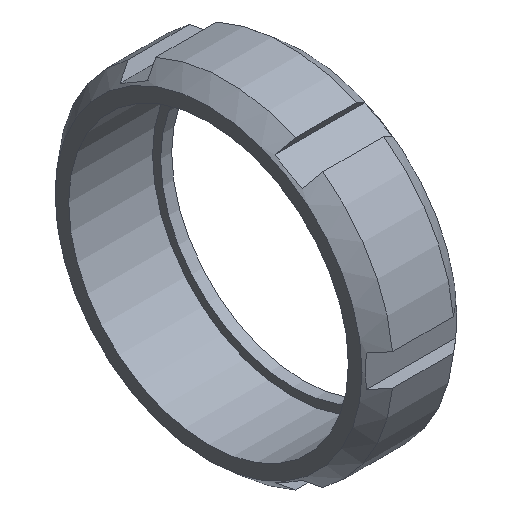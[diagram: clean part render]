
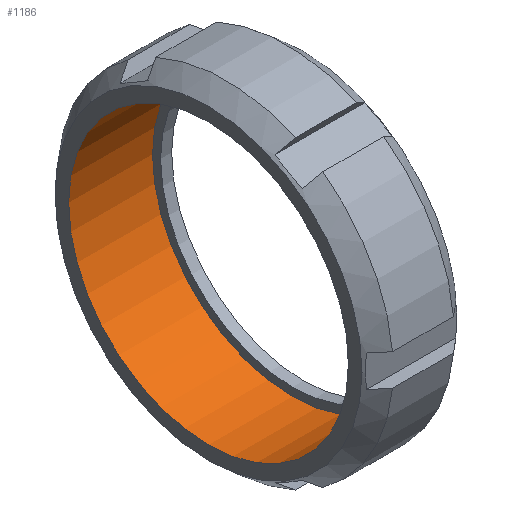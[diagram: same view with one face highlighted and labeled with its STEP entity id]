
A CAD part, isometric view. The second image highlights one B-rep face of the part: STEP entity #1186.
In plain terms, the highlighted cylindrical face has radius 44.2 mm (diameter 88.4 mm), a full revolution.
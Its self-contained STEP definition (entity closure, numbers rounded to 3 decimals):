
#1152=CARTESIAN_POINT('',(-3.5,44.2,0.0));
#1153=VERTEX_POINT('',#1152);
#1154=CARTESIAN_POINT('',(-3.5,0.0,0.0));
#1155=DIRECTION('',(1.0,0.0,0.0));
#1156=DIRECTION('',(0.0,1.0,0.0));
#1157=AXIS2_PLACEMENT_3D('',#1154,#1155,#1156);
#1158=CIRCLE('',#1157,44.2);
#1159=EDGE_CURVE('',#1153,#1153,#1158,.T.);
#1167=CARTESIAN_POINT('',(-16.75,0.0,0.0));
#1168=DIRECTION('',(1.0,0.0,0.0));
#1169=DIRECTION('',(0.0,1.0,0.0));
#1170=AXIS2_PLACEMENT_3D('',#1167,#1168,#1169);
#1171=CYLINDRICAL_SURFACE('',#1170,44.2);
#1172=CARTESIAN_POINT('',(-30.,44.2,0.0));
#1173=VERTEX_POINT('',#1172);
#1174=CARTESIAN_POINT('',(-30.,0.0,0.0));
#1175=DIRECTION('',(1.0,0.0,0.0));
#1176=DIRECTION('',(0.0,1.0,0.0));
#1177=AXIS2_PLACEMENT_3D('',#1174,#1175,#1176);
#1178=CIRCLE('',#1177,44.2);
#1179=EDGE_CURVE('',#1173,#1173,#1178,.T.);
#1180=ORIENTED_EDGE('',*,*,#1179,.F.);
#1181=EDGE_LOOP('',(#1180));
#1182=FACE_OUTER_BOUND('',#1181,.T.);
#1183=ORIENTED_EDGE('',*,*,#1159,.T.);
#1184=EDGE_LOOP('',(#1183));
#1185=FACE_BOUND('',#1184,.T.);
#1186=ADVANCED_FACE('',(#1182,#1185),#1171,.F.);
